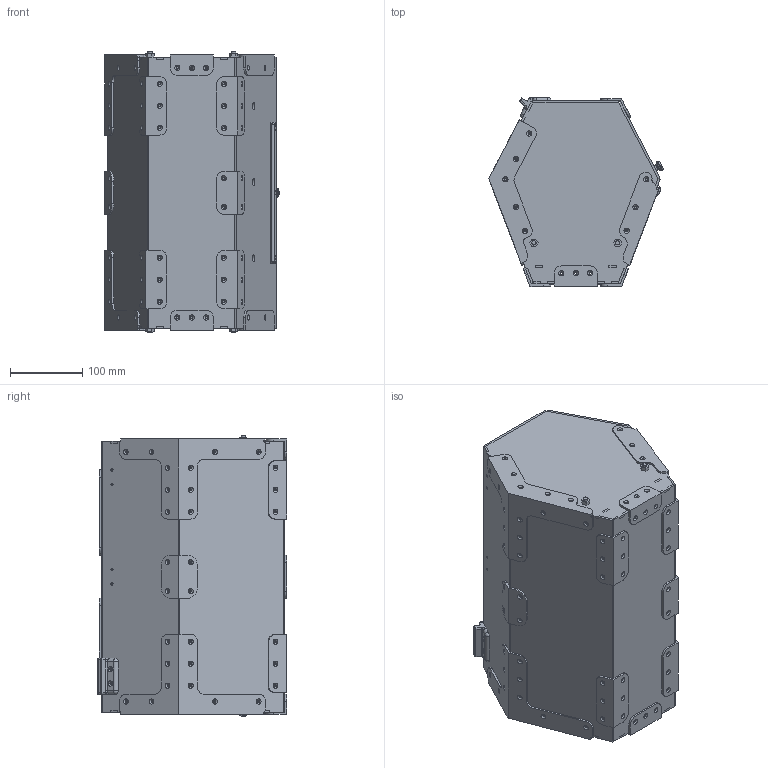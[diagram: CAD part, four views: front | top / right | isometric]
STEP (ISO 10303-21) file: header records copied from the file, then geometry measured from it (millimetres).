
FILE_DESCRIPTION(('STEP AP203'), '1');
FILE_NAME('dry', '', ('UNSPECIFIED'), ('UNSPECIFIED'), 'C3D Converter', 'C3D Toolkit', '');
FILE_SCHEMA(('CONFIG_CONTROL_DESIGN'));
Length unit declared in the file: millimetre
Products named in the file (37): -01
Assembly tree (80 placements, depth 2):
  (unnamed)
    (unnamed)  x4
    (unnamed)  x4
    (unnamed)  x2
    (unnamed)  x6
    (unnamed)
    (unnamed)
    (unnamed)  x3
    (unnamed)
    (unnamed)  x2
    (unnamed)  x4
    (unnamed)
    (unnamed)
    (unnamed)
    (unnamed)  x2
    (unnamed)
    (unnamed)
    (unnamed)
    (unnamed)
    (unnamed)  x4
    (unnamed)  x2
    (unnamed)
    -01
    (unnamed)
    -01
    (unnamed)
    (unnamed)
    (unnamed)  x2
    -01
    (unnamed)
    (unnamed)
    (unnamed)
    (unnamed)  x11
    (unnamed)  x11
    (unnamed)
    (unnamed)
    (unnamed)
Bounding box: 241.71 x 262.23 x 390 mm (x, y, z)
Volume: 2858902.8 mm3; surface area: 1609032.3 mm2
Topology: 80 solids, 80 shells, 1771 faces, 4695 edges, 3054 vertices
Faces by surface type: plane 914, cylinder 714, cone 112, torus 17, bspline 10, sphere 4
Full cylindrical faces by diameter (mm): 1 x5, 3 x1, 3.2 x235, 3.4 x2, 4.3 x2, 5 x6, 6 x40, 6.2 x12, 6.3 x12, 8 x35, 10 x28, 10.1 x3, 10.2 x12, 12 x6, 14 x13, 53 x3, 53.6 x1, 54 x1, 60 x3, 85 x3, 200 x6
Entity records: 38767 total; most frequent: CARTESIAN_POINT 7487, DIRECTION 5938, ORIENTED_EDGE 5194, EDGE_CURVE 2597, AXIS2_PLACEMENT_3D 2213, EDGE_LOOP 2041, VERTEX_POINT 1922, LINE 1512
